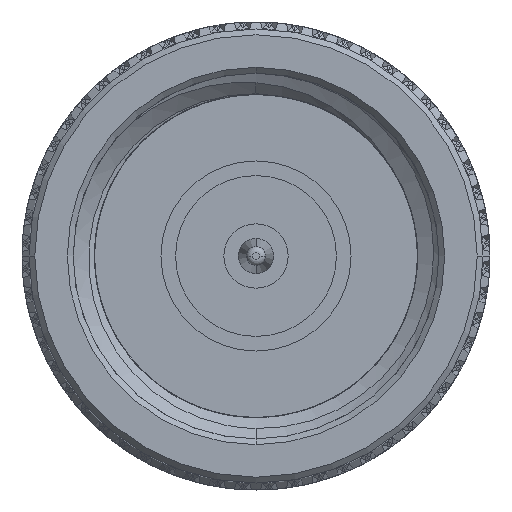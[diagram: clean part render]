
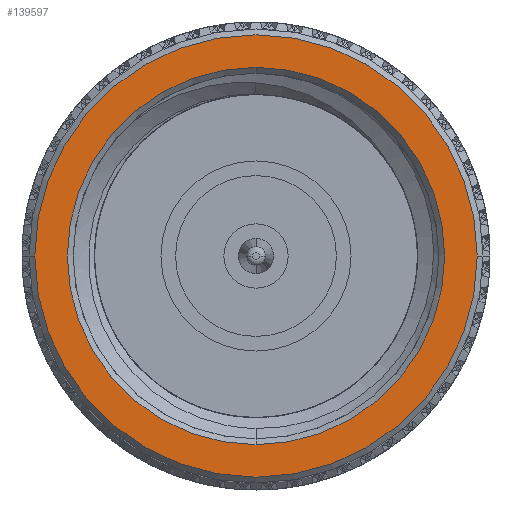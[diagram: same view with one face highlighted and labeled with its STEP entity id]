
A CAD part, left-side view. The second image highlights one B-rep face of the part: STEP entity #139597.
In plain terms, the highlighted planar face has unit normal (-1, 0, 0).
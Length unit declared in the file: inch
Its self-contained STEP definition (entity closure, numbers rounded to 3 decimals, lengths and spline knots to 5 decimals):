
#952 = CARTESIAN_POINT ( 'NONE',  ( 0., 0., 0. ) ) ;
#8470 = CARTESIAN_POINT ( 'NONE',  ( 0., -0.37809, 0. ) ) ;
#9439 = CIRCLE ( 'NONE', #84563, 0.3225 ) ;
#14731 = DIRECTION ( 'NONE',  ( 0., -1., 0. ) ) ;
#24948 = CARTESIAN_POINT ( 'NONE',  ( 0., 0., 0. ) ) ;
#25582 = DIRECTION ( 'NONE',  ( 0., -1., 0. ) ) ;
#27934 = CARTESIAN_POINT ( 'NONE',  ( 0., 0., 0. ) ) ;
#29798 = DIRECTION ( 'NONE',  ( 0., -1., 0. ) ) ;
#34960 = EDGE_CURVE ( 'NONE', #121876, #155930, #163783, .T. ) ;
#37469 = VERTEX_POINT ( 'NONE', #8470 ) ;
#48432 = CARTESIAN_POINT ( 'NONE',  ( 0., 0., 0. ) ) ;
#52287 = EDGE_CURVE ( 'NONE', #37469, #93061, #146542, .T. ) ;
#53504 = DIRECTION ( 'NONE',  ( 0., -1., 0. ) ) ;
#53589 = EDGE_LOOP ( 'NONE', ( #125258, #87456 ) ) ;
#54731 = PLANE ( 'NONE',  #121359 ) ;
#56710 = CIRCLE ( 'NONE', #169266, 0.37809 ) ;
#57777 = AXIS2_PLACEMENT_3D ( 'NONE', #27934, #86266, #29798 ) ;
#73552 = DIRECTION ( 'NONE',  ( 0., -1., 0. ) ) ;
#74238 = AXIS2_PLACEMENT_3D ( 'NONE', #952, #100130, #14731 ) ;
#84563 = AXIS2_PLACEMENT_3D ( 'NONE', #48432, #174692, #73552 ) ;
#86266 = DIRECTION ( 'NONE',  ( 1., 0., 0. ) ) ;
#87456 = ORIENTED_EDGE ( 'NONE', *, *, #52287, .T. ) ;
#88103 = FACE_OUTER_BOUND ( 'NONE', #53589, .T. ) ;
#93061 = VERTEX_POINT ( 'NONE', #167207 ) ;
#93987 = CARTESIAN_POINT ( 'NONE',  ( 0., 0., -0.3225 ) ) ;
#100130 = DIRECTION ( 'NONE',  ( -1., 0., 0. ) ) ;
#109411 = EDGE_LOOP ( 'NONE', ( #171343, #117131 ) ) ;
#117131 = ORIENTED_EDGE ( 'NONE', *, *, #34960, .T. ) ;
#121359 = AXIS2_PLACEMENT_3D ( 'NONE', #154906, #183703, #53504 ) ;
#121876 = VERTEX_POINT ( 'NONE', #93987 ) ;
#125258 = ORIENTED_EDGE ( 'NONE', *, *, #154569, .T. ) ;
#126241 = FACE_BOUND ( 'NONE', #109411, .T. ) ;
#139597 = ADVANCED_FACE ( 'NONE', ( #126241, #88103 ), #54731, .T. ) ;
#146542 = CIRCLE ( 'NONE', #74238, 0.37809 ) ;
#154569 = EDGE_CURVE ( 'NONE', #93061, #37469, #56710, .T. ) ;
#154906 = CARTESIAN_POINT ( 'NONE',  ( 0., 0.38809, 0. ) ) ;
#155930 = VERTEX_POINT ( 'NONE', #183327 ) ;
#163783 = CIRCLE ( 'NONE', #57777, 0.3225 ) ;
#167207 = CARTESIAN_POINT ( 'NONE',  ( 0., 0.37809, 0. ) ) ;
#168215 = EDGE_CURVE ( 'NONE', #155930, #121876, #9439, .T. ) ;
#168515 = DIRECTION ( 'NONE',  ( -1., 0., 0. ) ) ;
#169266 = AXIS2_PLACEMENT_3D ( 'NONE', #24948, #168515, #25582 ) ;
#171343 = ORIENTED_EDGE ( 'NONE', *, *, #168215, .T. ) ;
#174692 = DIRECTION ( 'NONE',  ( 1., 0., 0. ) ) ;
#183327 = CARTESIAN_POINT ( 'NONE',  ( 0., 0., 0.3225 ) ) ;
#183703 = DIRECTION ( 'NONE',  ( -1., 0., 0. ) ) ;
